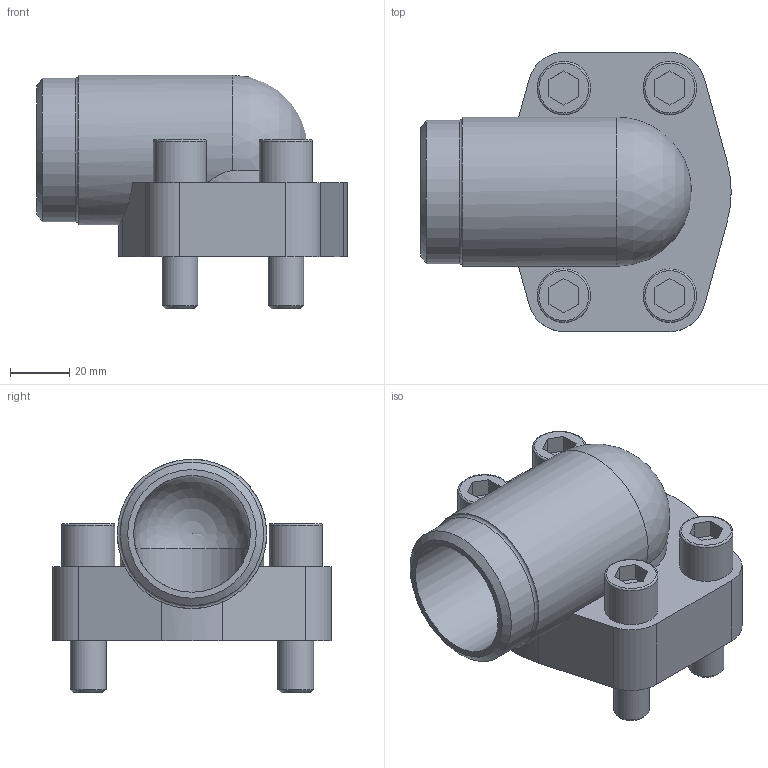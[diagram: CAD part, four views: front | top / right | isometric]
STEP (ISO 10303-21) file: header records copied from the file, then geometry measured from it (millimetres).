
FILE_DESCRIPTION(/* description */ ('STEP AP203'),/* implementation_level */ '2;1');
FILE_NAME(/* name */ 'SAE-Elbow Butt Weld Flange Connection AFW 38-3-48.3x4.5-01',/* time_stamp */ '2025-01-21T10:11:34+01:00',/* author */ ('License CC BY-ND 4.0'),/* organization */ ('CADENAS'),/* preprocessor_version */ 'ST-DEVELOPER v19.3',/* originating_system */ 'PARTsolutions',/* authorisation */ ' ');
FILE_SCHEMA (('CONFIG_CONTROL_DESIGN'));
Length unit declared in the file: millimetre
Products named in the file (1): SAE Winkelflanschanschluss AFW 38-3-48.3x4.5-01
Bounding box: 104.5 x 94 x 78.65 mm (x, y, z)
Volume: 192873.5 mm3; surface area: 56096.1 mm2
Topology: 1 solids, 3 shells, 102 faces, 229 edges, 150 vertices
Faces by surface type: plane 56, cylinder 31, torus 8, cone 5, sphere 2
Full cylindrical faces by diameter (mm): 12 x4, 12.2 x4, 13 x4, 18 x4, 38 x1, 39.3 x1, 47.42 x2, 48.3 x1, 50.3 x1, 54.08 x2
Entity records: 3297 total; most frequent: DIRECTION 452, CARTESIAN_POINT 452, ORIENTED_EDGE 352, AXIS2_PLACEMENT_3D 177, EDGE_CURVE 176, EDGE_LOOP 164, FACE_BOUND 164, VERTEX_POINT 136
